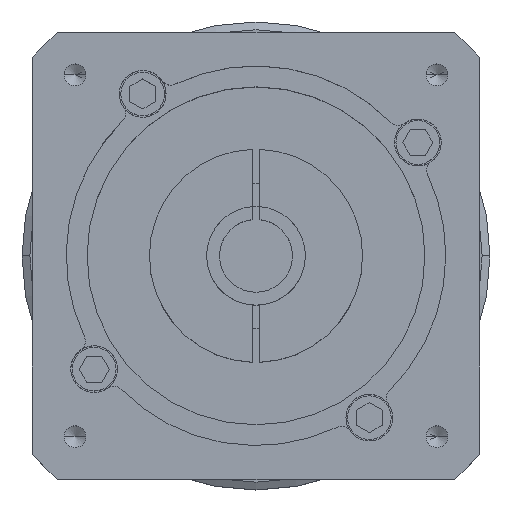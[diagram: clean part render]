
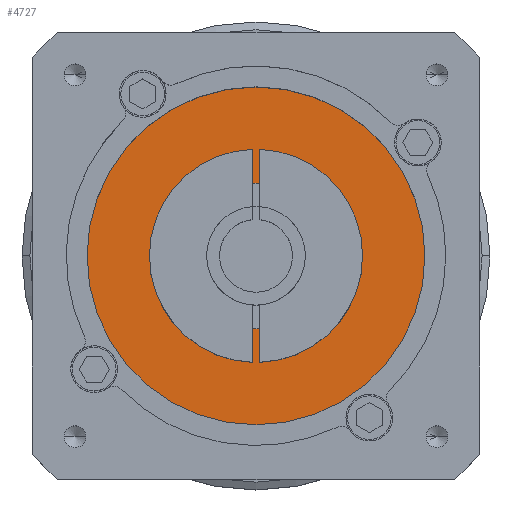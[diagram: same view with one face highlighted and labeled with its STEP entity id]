
A CAD part, top view. The second image highlights one B-rep face of the part: STEP entity #4727.
In plain terms, the highlighted planar face has unit normal (0, 0, 1).
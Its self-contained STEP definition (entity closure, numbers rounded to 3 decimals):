
#44 = VERTEX_POINT ( 'NONE', #2735 ) ;
#307 = CARTESIAN_POINT ( 'NONE',  ( 0., 0., 130. ) ) ;
#890 = CIRCLE ( 'NONE', #3813, 32.5 ) ;
#1110 = DIRECTION ( 'NONE',  ( 1., 0., 0. ) ) ;
#1303 = VERTEX_POINT ( 'NONE', #1977 ) ;
#1470 = DIRECTION ( 'NONE',  ( 0., 0., 1. ) ) ;
#1483 = EDGE_CURVE ( 'NONE', #1303, #9640, #4054, .T. ) ;
#1619 = ORIENTED_EDGE ( 'NONE', *, *, #7284, .T. ) ;
#1977 = CARTESIAN_POINT ( 'NONE',  ( 14., 0., 130. ) ) ;
#2576 = FACE_OUTER_BOUND ( 'NONE', #2878, .T. ) ;
#2664 = ORIENTED_EDGE ( 'NONE', *, *, #7294, .F. ) ;
#2735 = CARTESIAN_POINT ( 'NONE',  ( 32.5, 0., 130. ) ) ;
#2854 = CARTESIAN_POINT ( 'NONE',  ( -32.5, 0., 130. ) ) ;
#2878 = EDGE_LOOP ( 'NONE', ( #1619, #3039 ) ) ;
#3039 = ORIENTED_EDGE ( 'NONE', *, *, #6180, .T. ) ;
#3078 = DIRECTION ( 'NONE',  ( 0., 0., 1. ) ) ;
#3308 = DIRECTION ( 'NONE',  ( 0., 0., 1. ) ) ;
#3813 = AXIS2_PLACEMENT_3D ( 'NONE', #7725, #3078, #8532 ) ;
#3844 = AXIS2_PLACEMENT_3D ( 'NONE', #10080, #1470, #6941 ) ;
#3895 = CARTESIAN_POINT ( 'NONE',  ( 0., 0., 130. ) ) ;
#4054 = CIRCLE ( 'NONE', #9529, 14. ) ;
#4363 = CIRCLE ( 'NONE', #4848, 14. ) ;
#4678 = DIRECTION ( 'NONE',  ( 1., 0., 0. ) ) ;
#4727 = ADVANCED_FACE ( 'NONE', ( #2576, #9066 ), #10050, .T. ) ;
#4781 = AXIS2_PLACEMENT_3D ( 'NONE', #307, #5769, #1110 ) ;
#4848 = AXIS2_PLACEMENT_3D ( 'NONE', #3895, #9350, #4678 ) ;
#5769 = DIRECTION ( 'NONE',  ( 0., 0., 1. ) ) ;
#6180 = EDGE_CURVE ( 'NONE', #9401, #44, #7424, .T. ) ;
#6249 = ORIENTED_EDGE ( 'NONE', *, *, #1483, .F. ) ;
#6941 = DIRECTION ( 'NONE',  ( 1., 0., 0. ) ) ;
#7284 = EDGE_CURVE ( 'NONE', #44, #9401, #890, .T. ) ;
#7294 = EDGE_CURVE ( 'NONE', #9640, #1303, #4363, .T. ) ;
#7424 = CIRCLE ( 'NONE', #4781, 32.5 ) ;
#7725 = CARTESIAN_POINT ( 'NONE',  ( 0., 0., 130. ) ) ;
#7964 = CARTESIAN_POINT ( 'NONE',  ( 0., 0., 130. ) ) ;
#8382 = EDGE_LOOP ( 'NONE', ( #2664, #6249 ) ) ;
#8532 = DIRECTION ( 'NONE',  ( 1., 0., 0. ) ) ;
#8764 = DIRECTION ( 'NONE',  ( 1., 0., 0. ) ) ;
#9066 = FACE_BOUND ( 'NONE', #8382, .T. ) ;
#9350 = DIRECTION ( 'NONE',  ( 0., 0., 1. ) ) ;
#9401 = VERTEX_POINT ( 'NONE', #2854 ) ;
#9439 = CARTESIAN_POINT ( 'NONE',  ( -14., 0., 130. ) ) ;
#9529 = AXIS2_PLACEMENT_3D ( 'NONE', #7964, #3308, #8764 ) ;
#9640 = VERTEX_POINT ( 'NONE', #9439 ) ;
#10050 = PLANE ( 'NONE',  #3844 ) ;
#10080 = CARTESIAN_POINT ( 'NONE',  ( 0., 0., 130. ) ) ;
